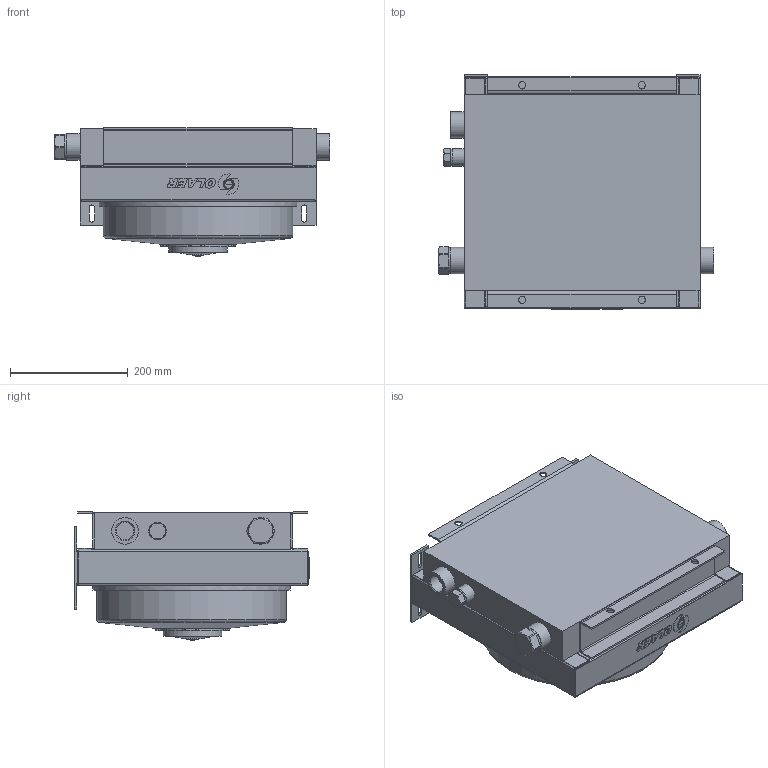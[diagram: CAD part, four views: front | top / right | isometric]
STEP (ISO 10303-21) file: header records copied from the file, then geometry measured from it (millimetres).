
FILE_DESCRIPTION( ( 'Unknown' ), '1' );
FILE_NAME( 'LDC-011-A.stp', 'Unknown', ( 'Unknown' ), ( 'Unknown' ), 'PSStep 14.0', 'Unknown', ' ' );
FILE_SCHEMA( ( 'AUTOMOTIVE_DESIGN { 1 0 10303 214 1 1 1 1 }' ) );
Length unit declared in the file: millimetre
Products named in the file (1): LDC-011-A
Bounding box: 466.5 x 398 x 218 mm (x, y, z)
Volume: 14617341.2 mm3; surface area: 1107683.6 mm2
Topology: 1 solids, 1 shells, 345 faces, 878 edges, 562 vertices
Faces by surface type: plane 226, cylinder 100, cone 12, extrusion 6, torus 1
Full cylindrical faces by diameter (mm): 10.5 x8, 14.521 x1, 16.564 x1, 20 x1, 28.5 x1, 30 x1, 30.291 x2, 39 x1, 43 x1, 45 x3, 99 x1, 127.996 x1, 310 x1, 321 x1, 335 x1
Entity records: 13270 total; most frequent: CARTESIAN_POINT 2296, DIRECTION 1676, ORIENTED_EDGE 1664, EDGE_CURVE 832, AXIS2_PLACEMENT_3D 596, VERTEX_POINT 550, VECTOR 484, LINE 478
